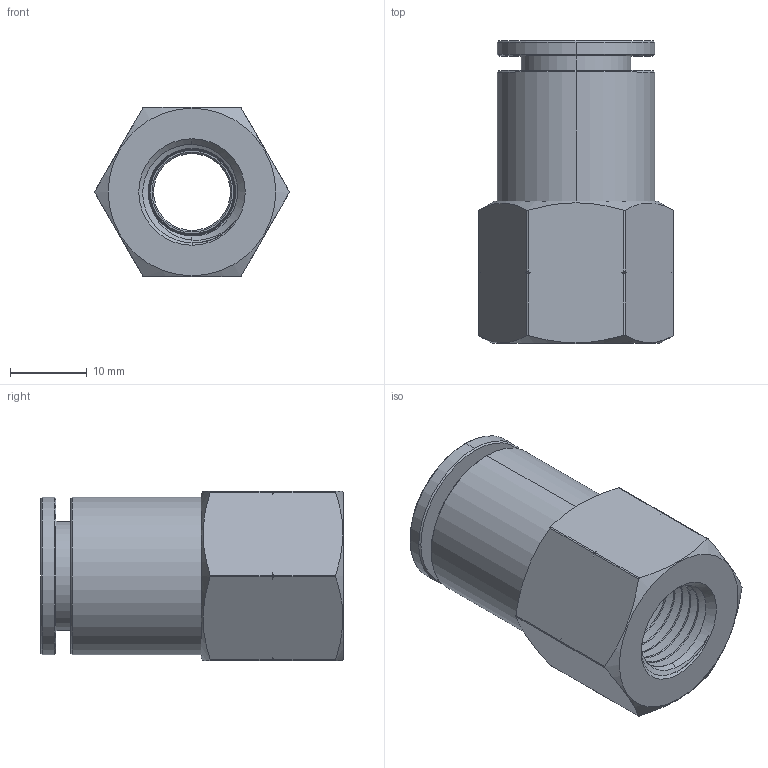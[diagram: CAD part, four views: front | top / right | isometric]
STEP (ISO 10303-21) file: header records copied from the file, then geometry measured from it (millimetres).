
FILE_DESCRIPTION (( 'STEP AP203' ), '1' );
FILE_NAME ('FCS1-2N1-4W.step', '2016-12-06T22:58:36', ( '' ), ( '' ), 'SwSTEP 2.0', 'SolidWorks 2016', '' );
FILE_SCHEMA (( 'CONFIG_CONTROL_DESIGN' ));
Length unit declared in the file: millimetre
Products named in the file (1): FCS1-2N1-4W
Bounding box: 25.34 x 39.4 x 22 mm (x, y, z)
Volume: 8859.2 mm3; surface area: 8461.8 mm2
Topology: 5 solids, 5 shells, 441 faces, 1254 edges, 827 vertices
Faces by surface type: cone 157, plane 152, cylinder 68, bspline 64
Entity records: 19684 total; most frequent: CARTESIAN_POINT 9155, ORIENTED_EDGE 2508, DIRECTION 1799, EDGE_CURVE 1254, VERTEX_POINT 827, AXIS2_PLACEMENT_3D 737, B_SPLINE_CURVE_WITH_KNOTS 570, EDGE_LOOP 455
